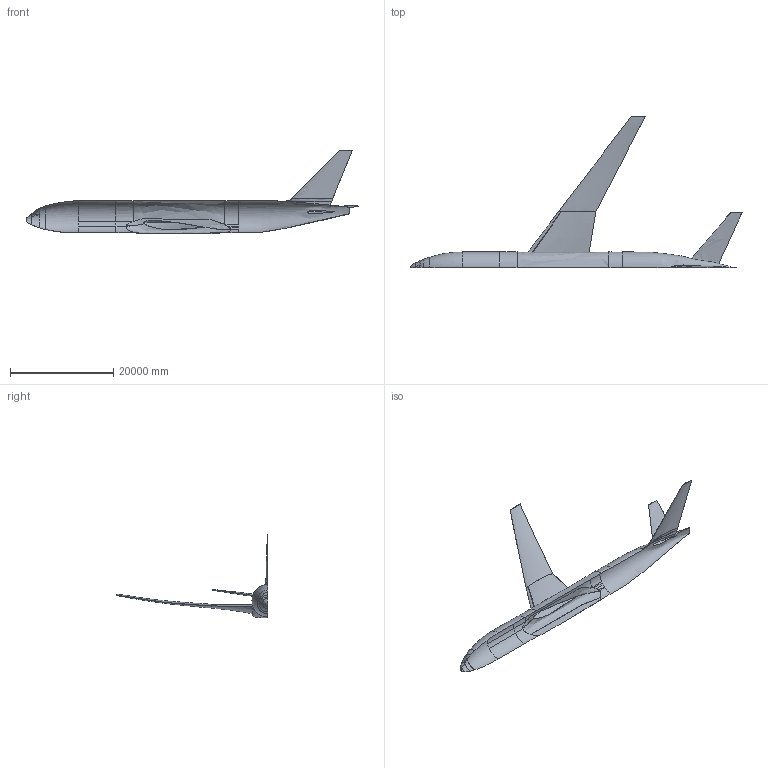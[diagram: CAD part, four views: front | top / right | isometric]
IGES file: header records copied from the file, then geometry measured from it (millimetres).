
Start section: START RECORD GO HERE.
Global section: file name: Full Scale CRM Geometry without Radome.igs; native system: DASSAULT SYSTEMES CATIA Version 5-6 Release 2018 - www.3ds.com; preprocessor: V5-6R2018_5.28.6.21.03-15-2021.03.00; author: wege_pa; organization: DLR; date: 20251107.115531; units: millimetre
Bounding box: 64362.38 x 29458.91 x 16175.94 mm (x, y, z)
Surface area: 1009134146.4 mm2 (no closed solid volume)
Topology: 0 solids, 0 shells, 53 faces, 425 edges, 423 vertices
Faces by surface type: bspline 53
